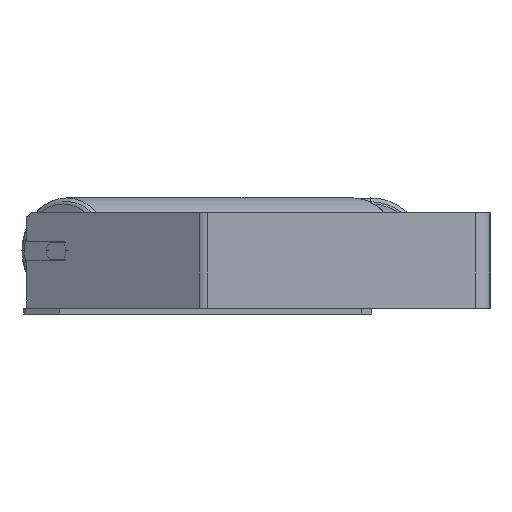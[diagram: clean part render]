
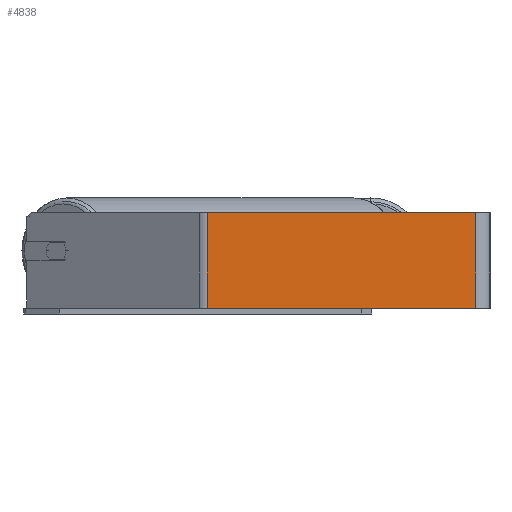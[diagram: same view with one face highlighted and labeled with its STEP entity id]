
A CAD part, left-side view. The second image highlights one B-rep face of the part: STEP entity #4838.
In plain terms, the highlighted planar face has unit normal (-1, 0, 0).
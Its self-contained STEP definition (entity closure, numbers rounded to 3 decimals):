
#211 = CARTESIAN_POINT ( 'NONE',  ( -700., 241.21, -40. ) ) ;
#277 = DIRECTION ( 'NONE',  ( 0., 0., -1. ) ) ;
#470 = VECTOR ( 'NONE', #5893, 1000. ) ;
#551 = CARTESIAN_POINT ( 'NONE',  ( -700., 12., 40. ) ) ;
#624 = EDGE_CURVE ( 'NONE', #2275, #1015, #2404, .T. ) ;
#702 = ORIENTED_EDGE ( 'NONE', *, *, #1426, .T. ) ;
#726 = VERTEX_POINT ( 'NONE', #8067 ) ;
#969 = LINE ( 'NONE', #1595, #7582 ) ;
#1003 = VECTOR ( 'NONE', #2911, 1000. ) ;
#1015 = VERTEX_POINT ( 'NONE', #4245 ) ;
#1129 = EDGE_CURVE ( 'NONE', #4053, #726, #969, .T. ) ;
#1426 = EDGE_CURVE ( 'NONE', #1015, #726, #7453, .T. ) ;
#1595 = CARTESIAN_POINT ( 'NONE',  ( -700., 12., 40. ) ) ;
#1642 = ORIENTED_EDGE ( 'NONE', *, *, #7934, .F. ) ;
#2176 = AXIS2_PLACEMENT_3D ( 'NONE', #4256, #4107, #7014 ) ;
#2275 = VERTEX_POINT ( 'NONE', #5826 ) ;
#2404 = LINE ( 'NONE', #4496, #3322 ) ;
#2911 = DIRECTION ( 'NONE',  ( 0., -1., 0. ) ) ;
#3322 = VECTOR ( 'NONE', #277, 1000. ) ;
#3673 = DIRECTION ( 'NONE',  ( 0., 0., -1. ) ) ;
#3911 = ORIENTED_EDGE ( 'NONE', *, *, #1129, .F. ) ;
#4053 = VERTEX_POINT ( 'NONE', #551 ) ;
#4107 = DIRECTION ( 'NONE',  ( 1., 0., 0. ) ) ;
#4245 = CARTESIAN_POINT ( 'NONE',  ( -700., 237.427, -40. ) ) ;
#4256 = CARTESIAN_POINT ( 'NONE',  ( -700., 241.21, 40. ) ) ;
#4485 = LINE ( 'NONE', #5254, #1003 ) ;
#4496 = CARTESIAN_POINT ( 'NONE',  ( -700., 237.427, 40. ) ) ;
#4826 = FACE_OUTER_BOUND ( 'NONE', #9280, .T. ) ;
#4838 = ADVANCED_FACE ( 'NONE', ( #4826 ), #8480, .F. ) ;
#5254 = CARTESIAN_POINT ( 'NONE',  ( -700., 241.21, 40. ) ) ;
#5826 = CARTESIAN_POINT ( 'NONE',  ( -700., 237.427, 40. ) ) ;
#5893 = DIRECTION ( 'NONE',  ( 0., -1., 0. ) ) ;
#7014 = DIRECTION ( 'NONE',  ( 0., 0., -1. ) ) ;
#7259 = ORIENTED_EDGE ( 'NONE', *, *, #624, .T. ) ;
#7453 = LINE ( 'NONE', #211, #470 ) ;
#7582 = VECTOR ( 'NONE', #3673, 1000. ) ;
#7934 = EDGE_CURVE ( 'NONE', #2275, #4053, #4485, .T. ) ;
#8067 = CARTESIAN_POINT ( 'NONE',  ( -700., 12., -40. ) ) ;
#8480 = PLANE ( 'NONE',  #2176 ) ;
#9280 = EDGE_LOOP ( 'NONE', ( #702, #3911, #1642, #7259 ) ) ;
